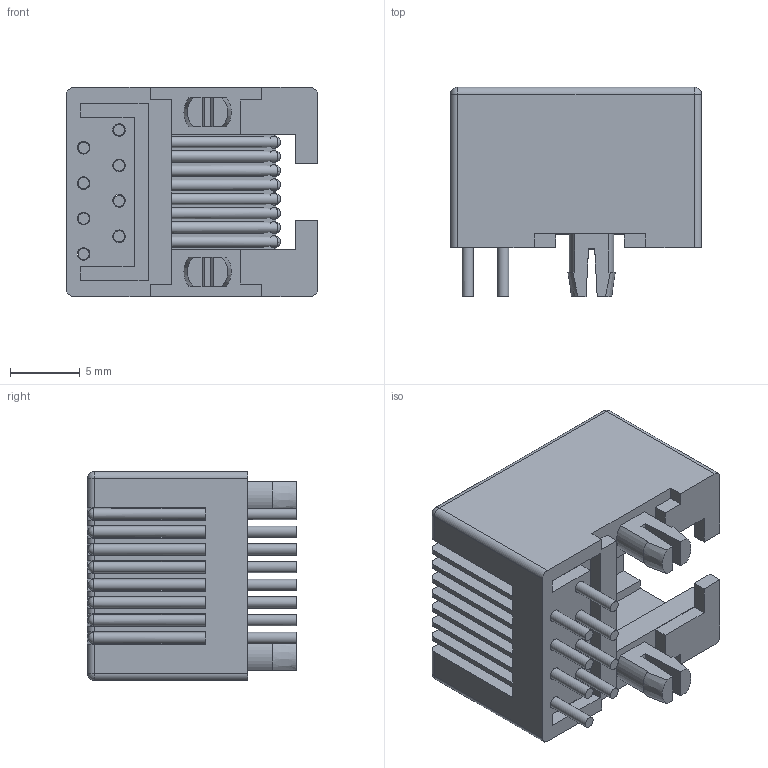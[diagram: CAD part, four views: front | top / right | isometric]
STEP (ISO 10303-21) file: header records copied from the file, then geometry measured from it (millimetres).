
FILE_DESCRIPTION(/* description */ (''),/* implementation_level */ '2;1');
FILE_NAME(/* name */ 'RJ45 v7.step',/* time_stamp */ '2021-01-30T13:52:39+01:00',/* author */ (''),/* organization */ (''),/* preprocessor_version */ 'ST-DEVELOPER v18.1',/* originating_system */ 'Autodesk Translation Framework v9.7.1.1290',/* authorisation */ '');
FILE_SCHEMA (('AUTOMOTIVE_DESIGN { 1 0 10303 214 3 1 1 }'));
Length unit declared in the file: millimetre
Products named in the file (2): RJ45; Kontakte
Assembly tree (1 placements, depth 2):
  RJ45
    Kontakte
Bounding box: 18 x 15 x 15 mm (x, y, z)
Volume: 1685.8 mm3; surface area: 3287.1 mm2
Topology: 9 solids, 9 shells, 305 faces, 931 edges, 597 vertices
Faces by surface type: plane 203, cylinder 69, sphere 28, cone 4, bspline 1
Full cylindrical faces by diameter (mm): 0.8 x31, 0.9 x8
Entity records: 10377 total; most frequent: CARTESIAN_POINT 1878, ORIENTED_EDGE 1810, DIRECTION 1764, EDGE_CURVE 905, LINE 640, VECTOR 640, VERTEX_POINT 597, AXIS2_PLACEMENT_3D 562
